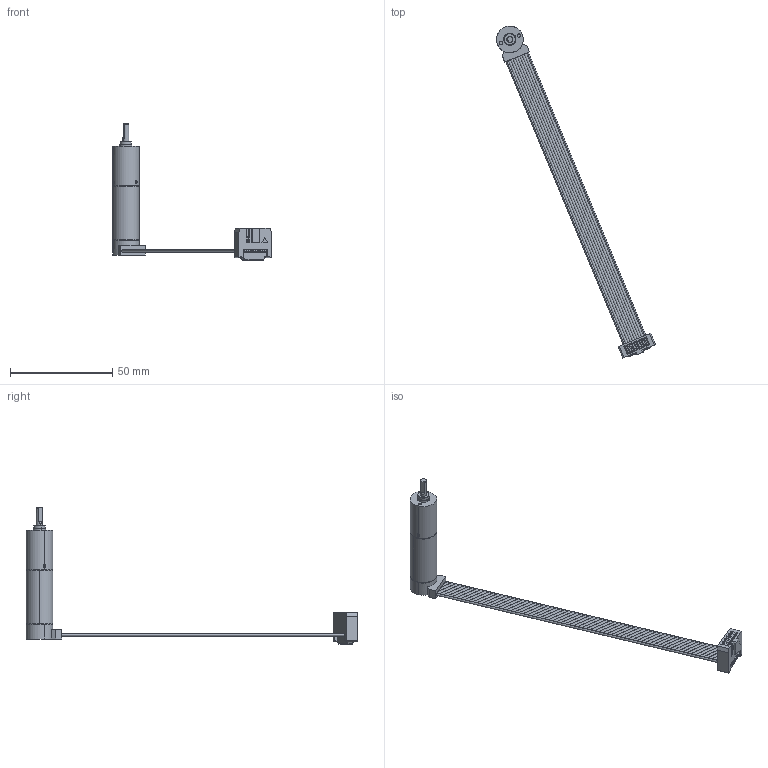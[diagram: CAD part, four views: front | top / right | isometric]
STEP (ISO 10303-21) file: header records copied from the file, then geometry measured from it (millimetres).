
FILE_DESCRIPTION (( 'STEP AP203' ), '1' );
FILE_NAME ('DCU13028+R13+PG13C-0016.STEP', '2021-02-25T01:21:28', ( '88' ), ( '' ), 'SwSTEP 2.0', 'SolidWorks 2014', '' );
FILE_SCHEMA (( 'CONFIG_CONTROL_DESIGN' ));
Length unit declared in the file: millimetre
Products named in the file (1): DCU13028+R13+PG13C-0016
Bounding box: 77.57 x 161.95 x 66.42 mm (x, y, z)
Surface area: 10040.7 mm2 (no closed solid volume)
Topology: 0 solids, 9 shells, 233 faces, 678 edges, 450 vertices
Faces by surface type: plane 144, cylinder 66, bspline 10, cone 9, torus 4
Entity records: 8179 total; most frequent: CARTESIAN_POINT 2063, DIRECTION 1230, ORIENTED_EDGE 1145, EDGE_CURVE 677, LINE 488, VECTOR 488, VERTEX_POINT 450, AXIS2_PLACEMENT_3D 371
